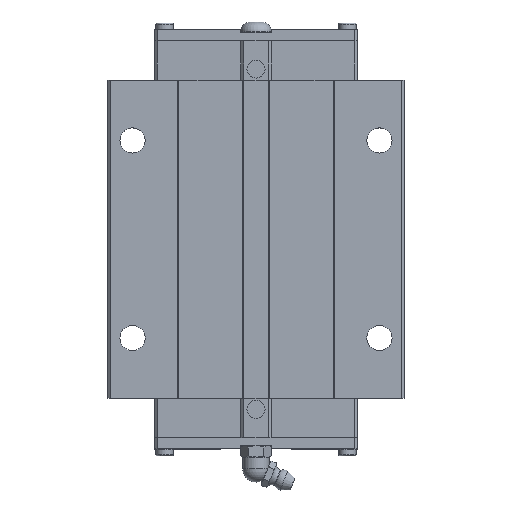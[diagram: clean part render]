
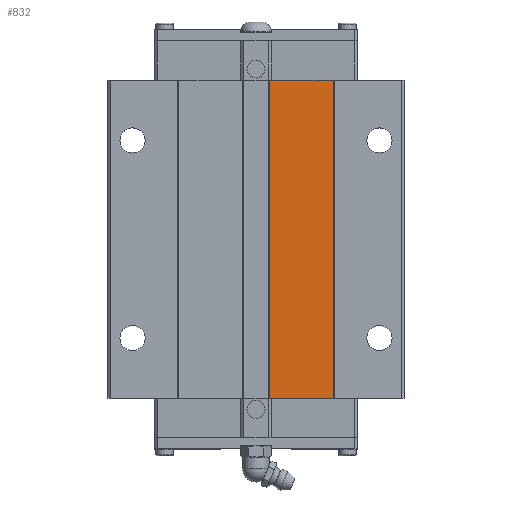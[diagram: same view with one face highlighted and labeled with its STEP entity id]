
A CAD part, top view. The second image highlights one B-rep face of the part: STEP entity #832.
In plain terms, the highlighted planar face has unit normal (0, 0, 1).
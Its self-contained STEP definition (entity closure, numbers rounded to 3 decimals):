
#832=ADVANCED_FACE('',(#1755),#1756,.F.);
#1755=FACE_OUTER_BOUND('',#2762,.T.);
#1756=PLANE('',#2763);
#2762=EDGE_LOOP('',(#5288,#5289,#5290,#5291));
#2763=AXIS2_PLACEMENT_3D('',#5292,#5293,#5294);
#5288=ORIENTED_EDGE('',*,*,#6952,.T.);
#5289=ORIENTED_EDGE('',*,*,#6916,.F.);
#5290=ORIENTED_EDGE('',*,*,#6954,.F.);
#5291=ORIENTED_EDGE('',*,*,#6536,.F.);
#5292=CARTESIAN_POINT('',(0.0,213.701,59.5));
#5293=DIRECTION('',(0.0,0.0,-1.0));
#5294=DIRECTION('',(1.0,0.0,0.0));
#6536=EDGE_CURVE('',#8014,#8016,#8017,.T.);
#6916=EDGE_CURVE('',#8547,#8549,#8550,.T.);
#6952=EDGE_CURVE('',#8014,#8549,#8602,.T.);
#6954=EDGE_CURVE('',#8016,#8547,#8604,.T.);
#8014=VERTEX_POINT('',#10235);
#8016=VERTEX_POINT('',#10238);
#8017=LINE('',#10239,#10240);
#8547=VERTEX_POINT('',#11210);
#8549=VERTEX_POINT('',#11213);
#8550=LINE('',#11214,#11215);
#8602=LINE('',#11292,#11293);
#8604=LINE('',#11295,#11296);
#10235=CARTESIAN_POINT('',(5.5,149.301,59.5));
#10238=CARTESIAN_POINT('',(31.25,149.301,59.5));
#10239=CARTESIAN_POINT('',(0.,149.301,59.5));
#10240=VECTOR('',#12356,1.0);
#11210=CARTESIAN_POINT('',(31.25,20.501,59.5));
#11213=CARTESIAN_POINT('',(5.5,20.501,59.5));
#11214=CARTESIAN_POINT('',(0.,20.501,59.5));
#11215=VECTOR('',#12664,1.0);
#11292=CARTESIAN_POINT('',(5.5,181.501,59.5));
#11293=VECTOR('',#12696,1.0);
#11295=CARTESIAN_POINT('',(31.25,213.701,59.5));
#11296=VECTOR('',#12697,1.0);
#12356=DIRECTION('',(1.0,0.0,0.0));
#12664=DIRECTION('',(-1.0,-0.0,-0.0));
#12696=DIRECTION('',(0.0,-1.0,0.0));
#12697=DIRECTION('',(0.0,-1.0,0.0));
